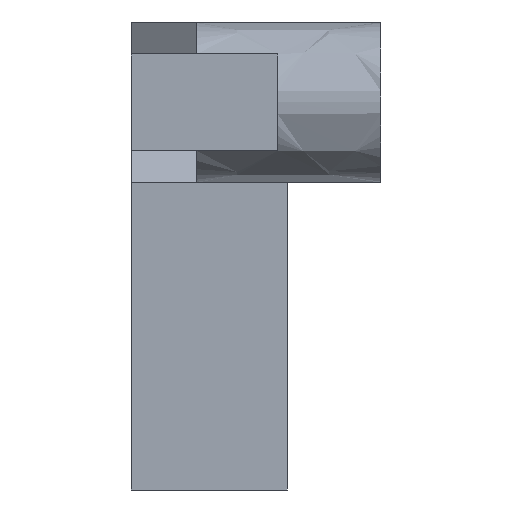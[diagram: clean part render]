
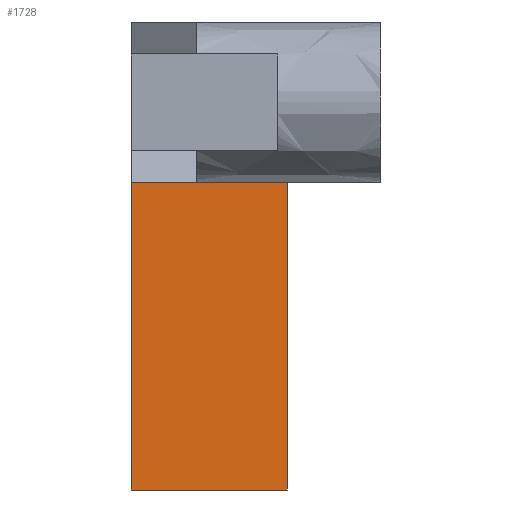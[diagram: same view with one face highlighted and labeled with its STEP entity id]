
A CAD part, left-side view. The second image highlights one B-rep face of the part: STEP entity #1728.
In plain terms, the highlighted free-form (B-spline) face has degree [1, 1] with [2, 2] control points.
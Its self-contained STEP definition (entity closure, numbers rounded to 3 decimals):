
#1163=CARTESIAN_POINT('V92',(0.,5.0,0.0));
#1164=VERTEX_POINT('V92',#1163);
#1170=CARTESIAN_POINT('V9',(0.,5.0,9.85));
#1171=VERTEX_POINT('V9',#1170);
#1172=CARTESIAN_POINT('E155',(0.,5.0,0.0));
#1173=CARTESIAN_POINT('E155',(0.,5.0,9.85)
   );
#1174=B_SPLINE_CURVE_WITH_KNOTS('E155',1,(#1172,#1173),
   .POLYLINE_FORM.,.F.,.U.,(2,2),(0.0,0.657),
   .UNSPECIFIED.);
#1175=EDGE_CURVE('E155',#1164,#1171,#1174,.T.);
#1319=CARTESIAN_POINT('V10',(0.0,0.,9.85));
#1320=VERTEX_POINT('V10',#1319);
#1696=CARTESIAN_POINT('E9',(0.0,0.,9.85));
#1697=CARTESIAN_POINT('E9',(0.0,5.0,9.85));
#1698=B_SPLINE_CURVE_WITH_KNOTS('E9',1,(#1696,#1697),.POLYLINE_FORM.,
   .F.,.U.,(2,2),(0.583,1.553),
   .UNSPECIFIED.);
#1699=EDGE_CURVE('E9',#1320,#1171,#1698,.T.);
#1707=CARTESIAN_POINT('F47',(0.,5.0,0.0));
#1708=CARTESIAN_POINT('F47',(0.0,0.0,0.0));
#1709=CARTESIAN_POINT('F47',(0.,5.0,15.0));
#1710=CARTESIAN_POINT('F47',(0.0,0.0,15.0));
#1711=B_SPLINE_SURFACE_WITH_KNOTS('F47',1,1,((#1707,#1709),(#1708,
   #1710)),.PLANE_SURF.,.F.,.F.,.U.,(2,2),(2,2),(0.0,1.0),(0.0,
   3.0),.UNSPECIFIED.);
#1712=ORIENTED_EDGE('E9',*,*,#1699,.T.);
#1713=ORIENTED_EDGE('E155',*,*,#1175,.F.);
#1714=CARTESIAN_POINT('V90',(0.0,0.0,0.0));
#1715=VERTEX_POINT('V90',#1714);
#1716=CARTESIAN_POINT('E124',(0.,5.0,0.0));
#1717=CARTESIAN_POINT('E124',(0.0,0.0,0.0));
#1718=QUASI_UNIFORM_CURVE('E124',1,(#1716,#1717),.POLYLINE_FORM.,.F.,
   .U.);
#1719=EDGE_CURVE('E124',#1164,#1715,#1718,.T.);
#1720=ORIENTED_EDGE('E124',*,*,#1719,.T.);
#1721=CARTESIAN_POINT('E154',(0.0,0.0,9.85));
#1722=CARTESIAN_POINT('E154',(0.0,0.0,0.0));
#1723=B_SPLINE_CURVE_WITH_KNOTS('E154',1,(#1721,#1722),
   .POLYLINE_FORM.,.F.,.U.,(2,2),(0.343,1.0),
   .UNSPECIFIED.);
#1724=EDGE_CURVE('E154',#1320,#1715,#1723,.T.);
#1725=ORIENTED_EDGE('E154',*,*,#1724,.F.);
#1726=EDGE_LOOP('F47',(#1712,#1713,#1720,#1725));
#1727=FACE_OUTER_BOUND('F47',#1726,.T.);
#1728=ADVANCED_FACE('F47',(#1727),#1711,.T.);
